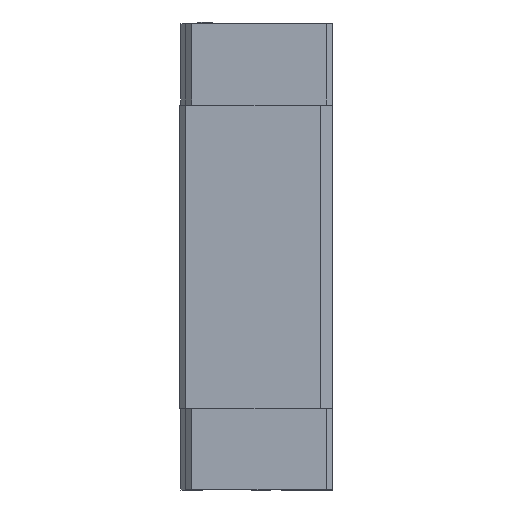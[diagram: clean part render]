
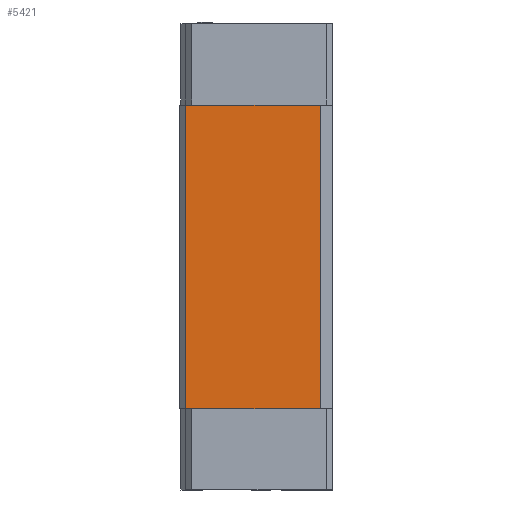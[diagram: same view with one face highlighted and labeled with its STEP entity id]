
A CAD part, left-side view. The second image highlights one B-rep face of the part: STEP entity #5421.
In plain terms, the highlighted planar face has unit normal (-1, 0, 0).
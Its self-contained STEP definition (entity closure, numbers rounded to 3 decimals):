
#5316 = VERTEX_POINT ( 'NONE', #10313 ) ;
#5320 = EDGE_CURVE ( 'NONE', #5338, #5316, #10344, .T. ) ;
#5338 = VERTEX_POINT ( 'NONE', #10387 ) ;
#5365 = VERTEX_POINT ( 'NONE', #10418 ) ;
#5367 = EDGE_CURVE ( 'NONE', #5384, #5365, #10417, .T. ) ;
#5384 = VERTEX_POINT ( 'NONE', #10461 ) ;
#5387 = EDGE_CURVE ( 'NONE', #5316, #5384, #10460, .T. ) ;
#5421 = ADVANCED_FACE ( 'NONE', ( #10475 ), #10474, .T. ) ;
#5422 = EDGE_LOOP ( 'NONE', ( #5423, #5424, #5425, #5426 ) ) ;
#5423 = ORIENTED_EDGE ( 'NONE', *, *, #5367, .T. ) ;
#5424 = ORIENTED_EDGE ( 'NONE', *, *, #5430, .T. ) ;
#5425 = ORIENTED_EDGE ( 'NONE', *, *, #5320, .T. ) ;
#5426 = ORIENTED_EDGE ( 'NONE', *, *, #5387, .T. ) ;
#5430 = EDGE_CURVE ( 'NONE', #5365, #5338, #10468, .T. ) ;
#10313 = CARTESIAN_POINT ( 'NONE',  ( -22., -10.9, 25.25 ) ) ;
#10341 = DIRECTION ( 'NONE',  ( 0., 0., 1. ) ) ;
#10342 = VECTOR ( 'NONE', #10341, 1000. ) ;
#10343 = CARTESIAN_POINT ( 'NONE',  ( -22., -10.9, -25.25 ) ) ;
#10344 = LINE ( 'NONE', #10343, #10342 ) ;
#10387 = CARTESIAN_POINT ( 'NONE',  ( -22., -10.9, -25.25 ) ) ;
#10414 = DIRECTION ( 'NONE',  ( 0., 0., -1. ) ) ;
#10415 = VECTOR ( 'NONE', #10414, 1000. ) ;
#10416 = CARTESIAN_POINT ( 'NONE',  ( -22., 11.5, -25.25 ) ) ;
#10417 = LINE ( 'NONE', #10416, #10415 ) ;
#10418 = CARTESIAN_POINT ( 'NONE',  ( -22., 11.5, -25.25 ) ) ;
#10457 = DIRECTION ( 'NONE',  ( 0., 1., 0. ) ) ;
#10458 = VECTOR ( 'NONE', #10457, 1000. ) ;
#10459 = CARTESIAN_POINT ( 'NONE',  ( -22., 11.5, 25.25 ) ) ;
#10460 = LINE ( 'NONE', #10459, #10458 ) ;
#10461 = CARTESIAN_POINT ( 'NONE',  ( -22., 11.5, 25.25 ) ) ;
#10465 = DIRECTION ( 'NONE',  ( 0., -1., 0. ) ) ;
#10466 = VECTOR ( 'NONE', #10465, 1000. ) ;
#10467 = CARTESIAN_POINT ( 'NONE',  ( -22., 11.5, -25.25 ) ) ;
#10468 = LINE ( 'NONE', #10467, #10466 ) ;
#10469 = DIRECTION ( 'NONE',  ( 0., 0., 1. ) ) ;
#10470 = DIRECTION ( 'NONE',  ( -1., 0., 0. ) ) ;
#10471 = CARTESIAN_POINT ( 'NONE',  ( -22., 11.5, -25.25 ) ) ;
#10472 = AXIS2_PLACEMENT_3D ( 'NONE', #10471, #10470, #10469 ) ;
#10474 = PLANE ( 'NONE',  #10472 ) ;
#10475 = FACE_OUTER_BOUND ( 'NONE', #5422, .T. ) ;
